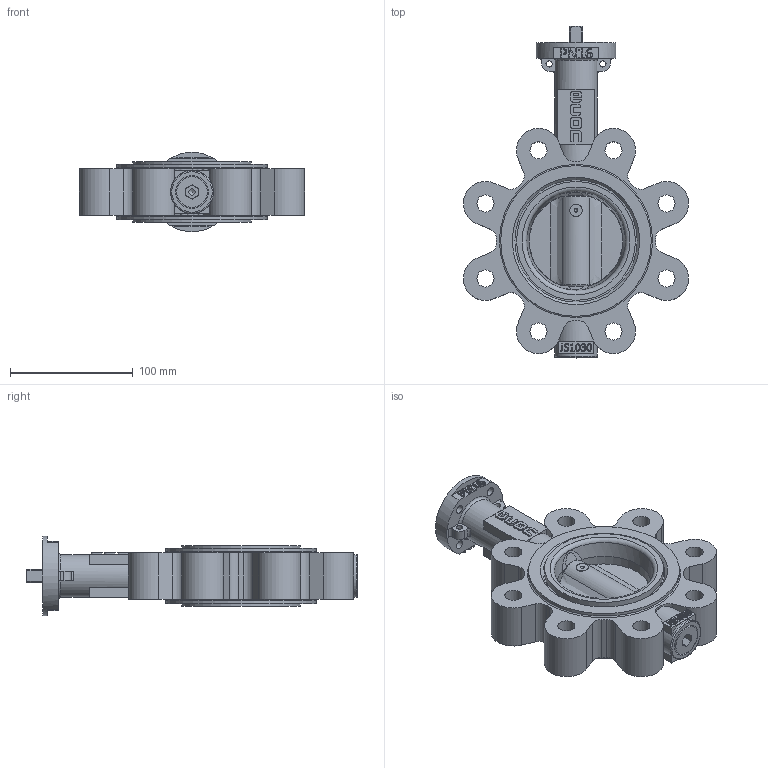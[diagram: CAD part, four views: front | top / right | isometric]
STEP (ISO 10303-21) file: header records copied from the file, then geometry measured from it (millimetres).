
FILE_DESCRIPTION(/* description */ (''),/* implementation_level */ '2;1');
FILE_NAME(/* name */ '6820-DN80-PN16.stp',/* time_stamp */ '2017-05-11T11:48:40+02:00',/* author */ ('nils.martens'),/* organization */ (''),/* preprocessor_version */ 'ST-DEVELOPER v16.5',/* originating_system */ 'Autodesk Inventor 2017',/* authorisation */ '');
FILE_SCHEMA (('AUTOMOTIVE_DESIGN { 1 0 10303 214 3 1 1 }'));
Length unit declared in the file: millimetre
Products named in the file (1): 6820-DN80
Bounding box: 183.79 x 271 x 65 mm (x, y, z)
Volume: 855094.2 mm3; surface area: 133549.5 mm2
Topology: 1 solids, 4 shells, 636 faces, 1660 edges, 1081 vertices
Faces by surface type: plane 296, bspline 172, cylinder 126, cone 23, torus 19
Full cylindrical faces by diameter (mm): 5 x3, 7 x4, 11 x1, 11.4 x1, 12.35 x1, 13.4 x1, 14 x12, 15 x1, 25 x1, 27 x1, 35 x2, 65 x1, 97 x2, 100 x2, 123 x2
Entity records: 29977 total; most frequent: CARTESIAN_POINT 15000, ORIENTED_EDGE 3180, DIRECTION 2433, EDGE_CURVE 1588, VERTEX_POINT 1059, LINE 837, VECTOR 837, AXIS2_PLACEMENT_3D 798
